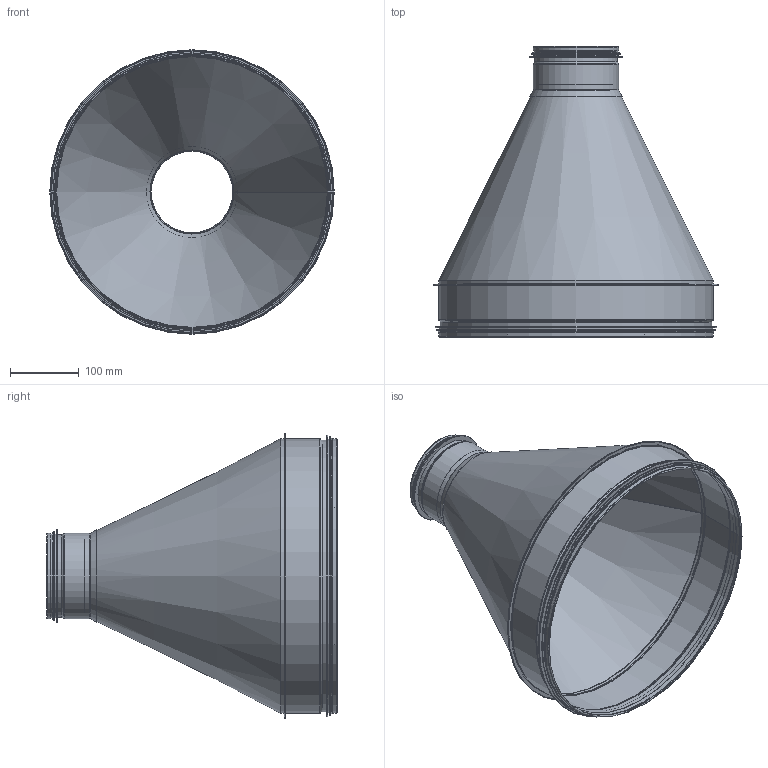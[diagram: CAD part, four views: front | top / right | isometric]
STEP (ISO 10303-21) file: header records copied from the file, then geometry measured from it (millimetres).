
FILE_DESCRIPTION((''),'2;1');
FILE_NAME('HFC_09-04.stp','2014-02-19T13:50:30',(''),(''),'Autodesk Inventor 2013','Autodesk Inventor 2013','');
FILE_SCHEMA(('AUTOMOTIVE_DESIGN { 1 2 10303 214 0 1 1 1 }'));
Length unit declared in the file: millimetre
Products named in the file (8): HFC_09-04; KonPunktadHFC-400-125; StosMedFals-400; StosMedFalsRörämne-400; 999009; StosHFC-400-125; StosRörämneHFC_400-125; 999004
Assembly tree (7 placements, depth 3):
  HFC_09-04
    KonPunktadHFC-400-125
    StosMedFals-400
      StosMedFalsRörämne-400
      999009
    StosHFC-400-125
      StosRörämneHFC_400-125
      999004
Bounding box: 413.3 x 422.29 x 413.3 mm (x, y, z)
Volume: 295613.8 mm3; surface area: 937137.5 mm2
Topology: 5 solids, 5 shells, 168 faces, 326 edges, 174 vertices
Faces by surface type: plane 81, torus 40, cylinder 30, cone 17
Full cylindrical faces by diameter (mm): 118.25 x1, 119.25 x1, 120.45 x1, 121.85 x1, 123.05 x6, 124.05 x2, 129.45 x1, 134.45 x1, 393 x1, 394 x1, 395.2 x1, 397.6 x1, 397.8 x5, 398.8 x3, 401.8 x1, 404.2 x1, 409.2 x1, 412.8 x1
Entity records: 4410 total; most frequent: DIRECTION 826, CARTESIAN_POINT 655, ORIENTED_EDGE 596, AXIS2_PLACEMENT_3D 345, EDGE_CURVE 298, EDGE_LOOP 206, VERTEX_POINT 174, FACE_OUTER_BOUND 168
